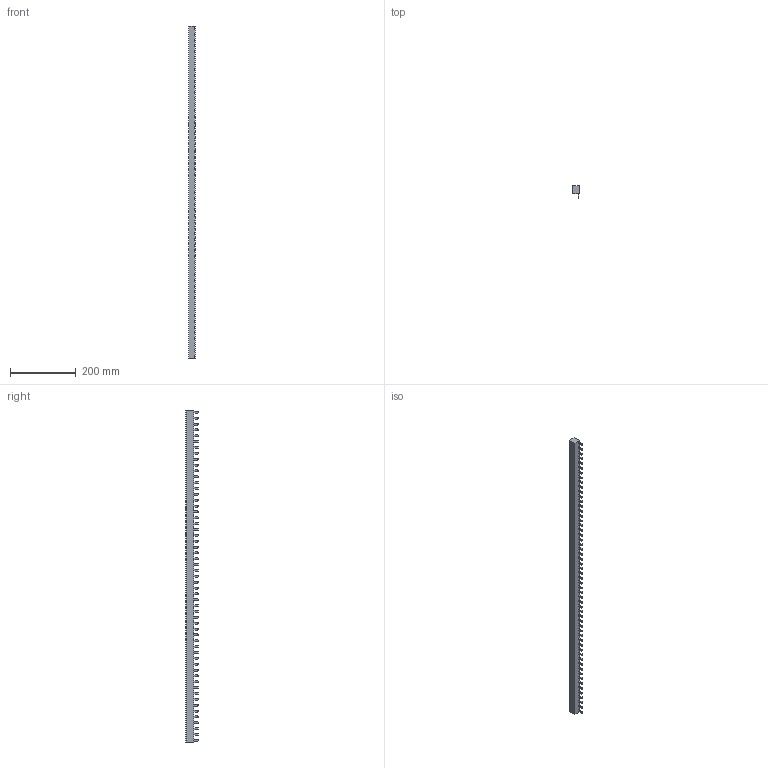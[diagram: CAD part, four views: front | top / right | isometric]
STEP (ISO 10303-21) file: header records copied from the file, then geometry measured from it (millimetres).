
FILE_DESCRIPTION(/* description */ ('1100 Series MCB Accessories,Bus bar, 100A, 57 Pins, for UL1077 3 Pole SPs, Cuttable'),/* implementation_level */ '2;1');
FILE_NAME(/* name */ '1100-B2S573.stp',/* time_stamp */ '2021-02-09T15:59:42+05:00',/* author */ ('Suhas'),/* organization */ (''),/* preprocessor_version */ 'ST-DEVELOPER v18.1',/* originating_system */ 'Autodesk Inventor 2021',/* authorisation */ '');
FILE_SCHEMA (('AUTOMOTIVE_DESIGN { 1 0 10303 214 3 1 1 }'));
Length unit declared in the file: millimetre
Products named in the file (1): 11C90022X01
Bounding box: 21.2 x 36.5 x 1009 mm (x, y, z)
Volume: 500737.5 mm3; surface area: 101166.8 mm2
Topology: 1 solids, 1 shells, 485 faces, 1278 edges, 852 vertices
Faces by surface type: plane 291, cylinder 194
Entity records: 15593 total; most frequent: DIRECTION 2638, CARTESIAN_POINT 2616, ORIENTED_EDGE 2556, EDGE_CURVE 1278, LINE 890, VECTOR 890, AXIS2_PLACEMENT_3D 874, VERTEX_POINT 852
